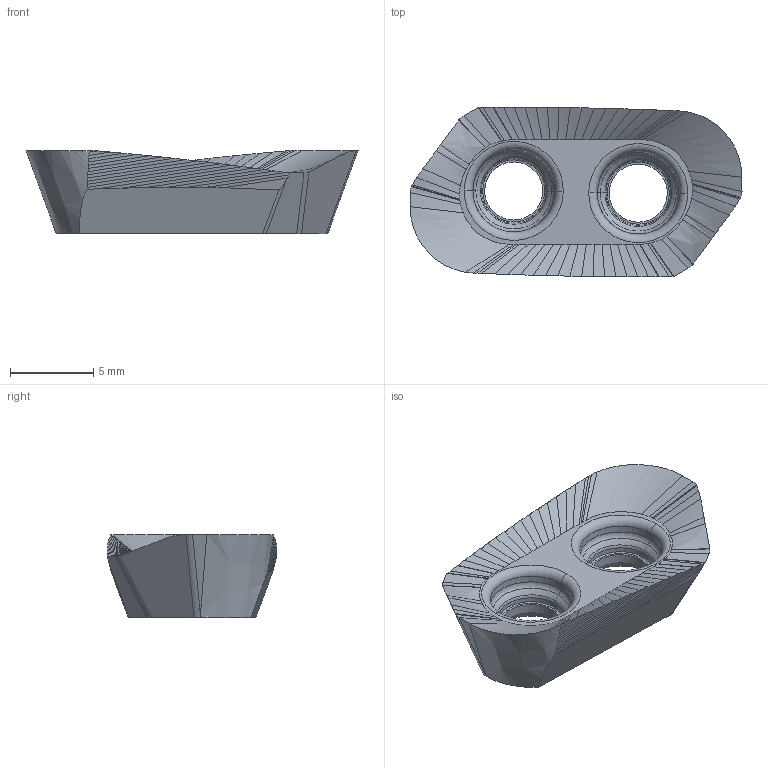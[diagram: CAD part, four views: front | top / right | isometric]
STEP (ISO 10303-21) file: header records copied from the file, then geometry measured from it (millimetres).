
FILE_DESCRIPTION((''),'2;1');
FILE_NAME('XDGX175040PDR-GL','2015-12-18T',('tlyi02'),('PTC Japan'),'PRO/ENGINEER BY PARAMETRIC TECHNOLOGY CORPORATION, 2014310','PRO/ENGINEER BY PARAMETRIC TECHNOLOGY CORPORATION, 2014310','');
FILE_SCHEMA(('AUTOMOTIVE_DESIGN { 1 0 10303 214 1 1 1 1 }'));
Length unit declared in the file: millimetre
Products named in the file (1): XDGX175040PDR-GL
Bounding box: 20 x 10.23 x 5 mm (x, y, z)
Volume: 413.2 mm3; surface area: 554.5 mm2
Topology: 1 solids, 1 shells, 174 faces, 430 edges, 262 vertices
Faces by surface type: bspline 80, plane 54, torus 24, cone 12, cylinder 4
Entity records: 9749 total; most frequent: CARTESIAN_POINT 4610, ORIENTED_EDGE 860, DIRECTION 640, PRESENTATION_STYLE_ASSIGNMENT 432, STYLED_ITEM 432, CURVE_STYLE 431, EDGE_CURVE 430, VERTEX_POINT 262
